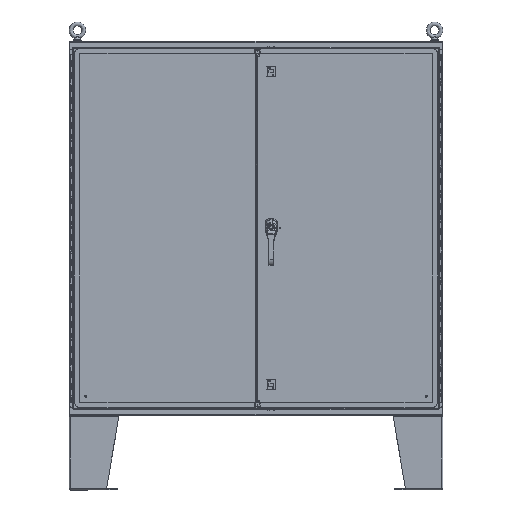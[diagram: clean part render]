
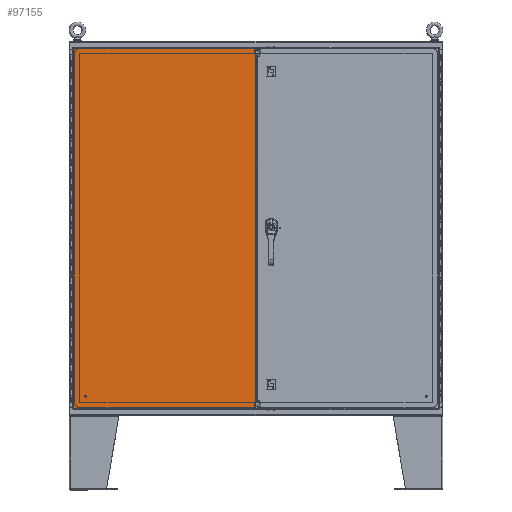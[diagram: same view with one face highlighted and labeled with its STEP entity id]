
A CAD part, top view. The second image highlights one B-rep face of the part: STEP entity #97155.
In plain terms, the highlighted planar face has unit normal (0, 0, 1).
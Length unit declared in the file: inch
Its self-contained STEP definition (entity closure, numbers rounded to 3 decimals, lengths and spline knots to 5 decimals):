
#2457 = VERTEX_POINT ( 'NONE', #89171 ) ;
#2480 = CARTESIAN_POINT ( 'NONE',  ( 29.74022, 1.84375, 25.16033 ) ) ;
#3508 = EDGE_CURVE ( 'NONE', #4654, #68842, #47983, .T. ) ;
#4557 = CARTESIAN_POINT ( 'NONE',  ( 29.74002, 1.84375, 25.16033 ) ) ;
#4654 = VERTEX_POINT ( 'NONE', #22277 ) ;
#4677 = CARTESIAN_POINT ( 'NONE',  ( 15.14647, 29.9688, 25.16033 ) ) ;
#7956 = DIRECTION ( 'NONE',  ( 0., -1., 0. ) ) ;
#8021 = EDGE_CURVE ( 'NONE', #80903, #4654, #26206, .T. ) ;
#8791 = EDGE_CURVE ( 'NONE', #50880, #76281, #72698, .T. ) ;
#8931 = VERTEX_POINT ( 'NONE', #51968 ) ;
#10250 = DIRECTION ( 'NONE',  ( -1., 0., 0. ) ) ;
#10309 = VERTEX_POINT ( 'NONE', #73422 ) ;
#14518 = VERTEX_POINT ( 'NONE', #109751 ) ;
#14573 = DIRECTION ( 'NONE',  ( 0., 1., 0. ) ) ;
#14673 = FACE_OUTER_BOUND ( 'NONE', #57977, .T. ) ;
#14850 = DIRECTION ( 'NONE',  ( 0., 0., -1. ) ) ;
#16476 = VERTEX_POINT ( 'NONE', #112878 ) ;
#17997 = LINE ( 'NONE', #24118, #95383 ) ;
#22277 = CARTESIAN_POINT ( 'NONE',  ( 0.64642, 58.9376, 25.16033 ) ) ;
#22405 = ORIENTED_EDGE ( 'NONE', *, *, #37273, .T. ) ;
#24118 = CARTESIAN_POINT ( 'NONE',  ( 29.74002, 58.09385, 25.16033 ) ) ;
#25231 = CARTESIAN_POINT ( 'NONE',  ( 15.14647, 58.09405, 25.16033 ) ) ;
#26206 = LINE ( 'NONE', #112145, #39852 ) ;
#30176 = ORIENTED_EDGE ( 'NONE', *, *, #100889, .T. ) ;
#33719 = DIRECTION ( 'NONE',  ( 1., 0., 0. ) ) ;
#34878 = VECTOR ( 'NONE', #68744, 39.37008 ) ;
#37273 = EDGE_CURVE ( 'NONE', #16476, #14518, #83432, .T. ) ;
#39852 = VECTOR ( 'NONE', #14573, 39.37008 ) ;
#39944 = ORIENTED_EDGE ( 'NONE', *, *, #8021, .F. ) ;
#40774 = VECTOR ( 'NONE', #33719, 39.37008 ) ;
#43236 = LINE ( 'NONE', #124537, #53832 ) ;
#43312 = EDGE_CURVE ( 'NONE', #16476, #60629, #43236, .T. ) ;
#43903 = LINE ( 'NONE', #25231, #96839 ) ;
#44113 = DIRECTION ( 'NONE',  ( 0., 1., 0. ) ) ;
#45127 = CARTESIAN_POINT ( 'NONE',  ( 29.77147, 1., 25.16033 ) ) ;
#46761 = EDGE_CURVE ( 'NONE', #2457, #50880, #78089, .T. ) ;
#47845 = DIRECTION ( 'NONE',  ( 0., -1., 0. ) ) ;
#47983 = LINE ( 'NONE', #53144, #122290 ) ;
#49633 = CARTESIAN_POINT ( 'NONE',  ( 29.77147, 58.09385, 25.16033 ) ) ;
#50087 = DIRECTION ( 'NONE',  ( 1., 0., 0. ) ) ;
#50880 = VERTEX_POINT ( 'NONE', #75018 ) ;
#51968 = CARTESIAN_POINT ( 'NONE',  ( 29.74002, 58.09405, 25.16033 ) ) ;
#52384 = CARTESIAN_POINT ( 'NONE',  ( 29.74002, 1.84375, 25.16033 ) ) ;
#53144 = CARTESIAN_POINT ( 'NONE',  ( 15.14647, 58.9376, 25.16033 ) ) ;
#53832 = VECTOR ( 'NONE', #47845, 39.37008 ) ;
#57977 = EDGE_LOOP ( 'NONE', ( #106469, #30176, #78751, #22405, #104267, #95362, #60409, #69867, #39944, #96744, #59820, #118273 ) ) ;
#59810 = CARTESIAN_POINT ( 'NONE',  ( 29.77147, 0.87505, 25.16033 ) ) ;
#59820 = ORIENTED_EDGE ( 'NONE', *, *, #8791, .F. ) ;
#60409 = ORIENTED_EDGE ( 'NONE', *, *, #125597, .F. ) ;
#60629 = VERTEX_POINT ( 'NONE', #2480 ) ;
#62836 = PLANE ( 'NONE',  #107976 ) ;
#63370 = DIRECTION ( 'NONE',  ( 1., 0., 0. ) ) ;
#64040 = EDGE_CURVE ( 'NONE', #10309, #8931, #43903, .T. ) ;
#68724 = DIRECTION ( 'NONE',  ( 0., -1., 0. ) ) ;
#68744 = DIRECTION ( 'NONE',  ( -1., 0., 0. ) ) ;
#68842 = VERTEX_POINT ( 'NONE', #71852 ) ;
#69867 = ORIENTED_EDGE ( 'NONE', *, *, #3508, .F. ) ;
#71852 = CARTESIAN_POINT ( 'NONE',  ( 29.77147, 58.9376, 25.16033 ) ) ;
#72540 = EDGE_CURVE ( 'NONE', #2457, #123977, #113588, .T. ) ;
#72698 = LINE ( 'NONE', #114861, #112055 ) ;
#73422 = CARTESIAN_POINT ( 'NONE',  ( 29.77147, 58.09405, 25.16033 ) ) ;
#74087 = DIRECTION ( 'NONE',  ( -1., 0., 0. ) ) ;
#75018 = CARTESIAN_POINT ( 'NONE',  ( 29.77147, 1.84355, 25.16033 ) ) ;
#76281 = VERTEX_POINT ( 'NONE', #45127 ) ;
#77554 = VECTOR ( 'NONE', #10250, 39.37008 ) ;
#78089 = LINE ( 'NONE', #80225, #105259 ) ;
#78719 = LINE ( 'NONE', #52384, #40774 ) ;
#78751 = ORIENTED_EDGE ( 'NONE', *, *, #43312, .F. ) ;
#80225 = CARTESIAN_POINT ( 'NONE',  ( 15.14647, 1.84355, 25.16033 ) ) ;
#80454 = LINE ( 'NONE', #59810, #103121 ) ;
#80903 = VERTEX_POINT ( 'NONE', #94244 ) ;
#82292 = DIRECTION ( 'NONE',  ( 1., 0., 0. ) ) ;
#83268 = VECTOR ( 'NONE', #86255, 39.37008 ) ;
#83432 = LINE ( 'NONE', #49633, #34878 ) ;
#85013 = LINE ( 'NONE', #117188, #77554 ) ;
#86255 = DIRECTION ( 'NONE',  ( 0., 1., 0. ) ) ;
#89171 = CARTESIAN_POINT ( 'NONE',  ( 29.74002, 1.84355, 25.16033 ) ) ;
#94244 = CARTESIAN_POINT ( 'NONE',  ( 0.64642, 1., 25.16033 ) ) ;
#95362 = ORIENTED_EDGE ( 'NONE', *, *, #64040, .F. ) ;
#95383 = VECTOR ( 'NONE', #44113, 39.37008 ) ;
#96744 = ORIENTED_EDGE ( 'NONE', *, *, #113377, .F. ) ;
#96839 = VECTOR ( 'NONE', #74087, 39.37008 ) ;
#97155 = ADVANCED_FACE ( 'NONE', ( #14673 ), #62836, .F. ) ;
#97187 = CARTESIAN_POINT ( 'NONE',  ( 29.74002, 1.84355, 25.16033 ) ) ;
#100476 = EDGE_CURVE ( 'NONE', #14518, #8931, #17997, .T. ) ;
#100889 = EDGE_CURVE ( 'NONE', #123977, #60629, #78719, .T. ) ;
#103121 = VECTOR ( 'NONE', #68724, 39.37008 ) ;
#104267 = ORIENTED_EDGE ( 'NONE', *, *, #100476, .T. ) ;
#105259 = VECTOR ( 'NONE', #50087, 39.37008 ) ;
#106469 = ORIENTED_EDGE ( 'NONE', *, *, #72540, .T. ) ;
#107976 = AXIS2_PLACEMENT_3D ( 'NONE', #4677, #14850, #82292 ) ;
#109751 = CARTESIAN_POINT ( 'NONE',  ( 29.74002, 58.09385, 25.16033 ) ) ;
#112055 = VECTOR ( 'NONE', #7956, 39.37008 ) ;
#112145 = CARTESIAN_POINT ( 'NONE',  ( 0.64642, 29.9688, 25.16033 ) ) ;
#112878 = CARTESIAN_POINT ( 'NONE',  ( 29.74022, 58.09385, 25.16033 ) ) ;
#113377 = EDGE_CURVE ( 'NONE', #76281, #80903, #85013, .T. ) ;
#113588 = LINE ( 'NONE', #97187, #83268 ) ;
#114861 = CARTESIAN_POINT ( 'NONE',  ( 29.77147, 0.87505, 25.16033 ) ) ;
#117188 = CARTESIAN_POINT ( 'NONE',  ( 15.14647, 1., 25.16033 ) ) ;
#118273 = ORIENTED_EDGE ( 'NONE', *, *, #46761, .F. ) ;
#122290 = VECTOR ( 'NONE', #63370, 39.37008 ) ;
#123977 = VERTEX_POINT ( 'NONE', #4557 ) ;
#124537 = CARTESIAN_POINT ( 'NONE',  ( 29.74022, 29.9688, 25.16033 ) ) ;
#125597 = EDGE_CURVE ( 'NONE', #68842, #10309, #80454, .T. ) ;
